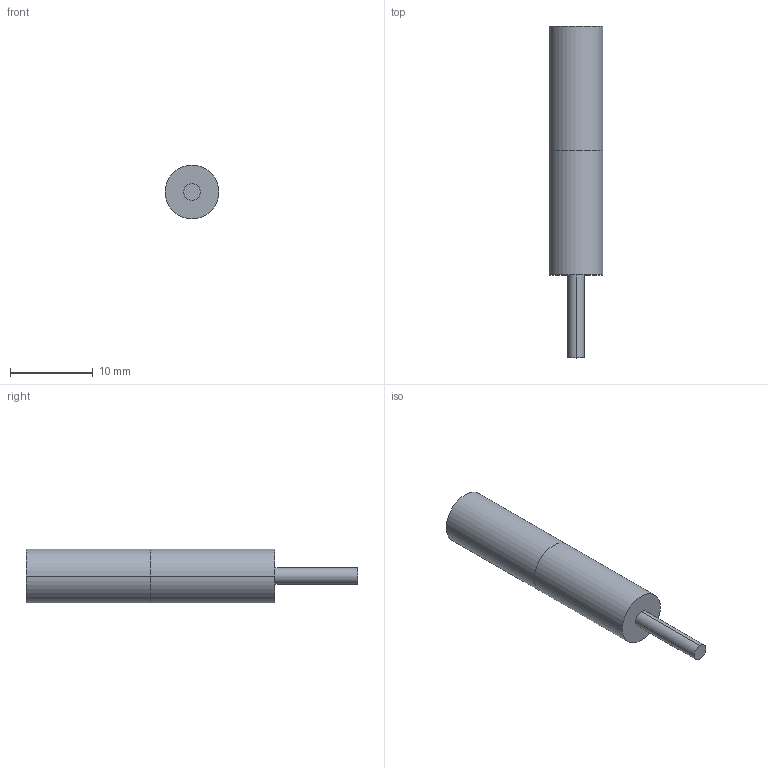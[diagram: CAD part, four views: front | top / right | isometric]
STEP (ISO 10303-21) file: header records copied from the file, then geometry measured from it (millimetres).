
FILE_DESCRIPTION((''),'2;1');
FILE_NAME('DM_CAD-2642','2017-06-14T',('creinig-se'),(''),'PRO/ENGINEER BY PARAMETRIC TECHNOLOGY CORPORATION, 2015440','PRO/ENGINEER BY PARAMETRIC TECHNOLOGY CORPORATION, 2015440','');
FILE_SCHEMA(('CONFIG_CONTROL_DESIGN'));
Length unit declared in the file: millimetre
Products named in the file (1): DM_CAD-2642
Bounding box: 6.5 x 40 x 6.5 mm (x, y, z)
Volume: 1026.9 mm3; surface area: 741.8 mm2
Topology: 1 solids, 1 shells, 9 faces, 68 edges, 66 vertices
Faces by surface type: cylinder 6, plane 3
Entity records: 995 total; most frequent: DIRECTION 114, CARTESIAN_POINT 88, PRESENTATION_STYLE_ASSIGNMENT 85, STYLED_ITEM 82, CURVE_STYLE 75, COLOUR_RGB 72, TRIMMED_CURVE 52, COMPOSITE_CURVE_SEGMENT 48
